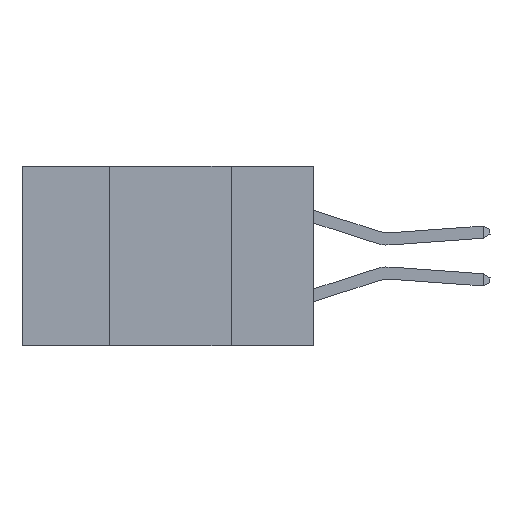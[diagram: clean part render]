
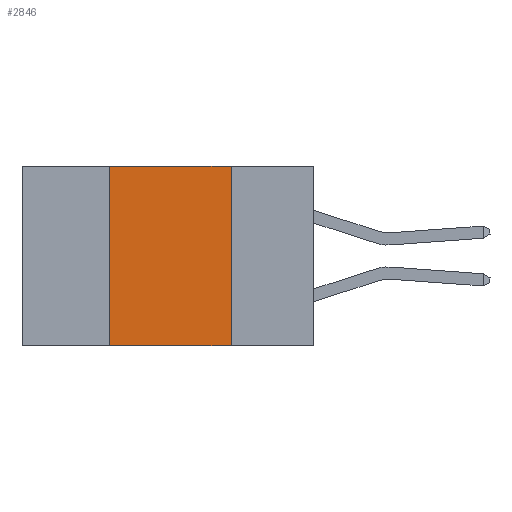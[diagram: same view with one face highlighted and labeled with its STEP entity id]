
A CAD part, left-side view. The second image highlights one B-rep face of the part: STEP entity #2846.
In plain terms, the highlighted planar face has unit normal (-1, 0, 0).
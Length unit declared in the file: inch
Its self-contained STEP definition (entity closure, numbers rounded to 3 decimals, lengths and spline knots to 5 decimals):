
#339 = DIRECTION ( 'NONE',  ( 0., 0., -1. ) ) ;
#2846 = ADVANCED_FACE ( 'NONE', ( #36069 ), #12245, .F. ) ;
#3104 = EDGE_LOOP ( 'NONE', ( #37994, #6053, #22750, #22032 ) ) ;
#3406 = VERTEX_POINT ( 'NONE', #10534 ) ;
#3828 = DIRECTION ( 'NONE',  ( 0., -1., 0. ) ) ;
#4073 = AXIS2_PLACEMENT_3D ( 'NONE', #15228, #18228, #339 ) ;
#4509 = VERTEX_POINT ( 'NONE', #12287 ) ;
#6053 = ORIENTED_EDGE ( 'NONE', *, *, #7783, .F. ) ;
#6584 = CARTESIAN_POINT ( 'NONE',  ( 0., 0.42, 0. ) ) ;
#7783 = EDGE_CURVE ( 'NONE', #4509, #3406, #37541, .T. ) ;
#9796 = VECTOR ( 'NONE', #15417, 39.37008 ) ;
#10530 = CARTESIAN_POINT ( 'NONE',  ( 0., 0.17, 0. ) ) ;
#10534 = CARTESIAN_POINT ( 'NONE',  ( 0., 0.17, 0. ) ) ;
#10675 = VERTEX_POINT ( 'NONE', #19553 ) ;
#12245 = PLANE ( 'NONE',  #4073 ) ;
#12287 = CARTESIAN_POINT ( 'NONE',  ( 0., 0.42, 0. ) ) ;
#12697 = LINE ( 'NONE', #26365, #22468 ) ;
#13454 = VECTOR ( 'NONE', #28322, 39.37008 ) ;
#15019 = VECTOR ( 'NONE', #3828, 39.37008 ) ;
#15228 = CARTESIAN_POINT ( 'NONE',  ( 0., 0.6, 0. ) ) ;
#15417 = DIRECTION ( 'NONE',  ( 0., 0., 1. ) ) ;
#18228 = DIRECTION ( 'NONE',  ( 1., 0., 0. ) ) ;
#18626 = LINE ( 'NONE', #6584, #9796 ) ;
#19553 = CARTESIAN_POINT ( 'NONE',  ( 0., 0.17, -0.37 ) ) ;
#22032 = ORIENTED_EDGE ( 'NONE', *, *, #37793, .T. ) ;
#22126 = EDGE_CURVE ( 'NONE', #3406, #10675, #29238, .T. ) ;
#22468 = VECTOR ( 'NONE', #29342, 39.37008 ) ;
#22750 = ORIENTED_EDGE ( 'NONE', *, *, #30060, .F. ) ;
#26365 = CARTESIAN_POINT ( 'NONE',  ( 0., 0.6, -0.37 ) ) ;
#27609 = CARTESIAN_POINT ( 'NONE',  ( 0., 0.6, 0. ) ) ;
#27893 = CARTESIAN_POINT ( 'NONE',  ( 0., 0.42, -0.37 ) ) ;
#28322 = DIRECTION ( 'NONE',  ( 0., 0., -1. ) ) ;
#29238 = LINE ( 'NONE', #10530, #13454 ) ;
#29342 = DIRECTION ( 'NONE',  ( 0., -1., 0. ) ) ;
#30060 = EDGE_CURVE ( 'NONE', #38133, #4509, #18626, .T. ) ;
#36069 = FACE_OUTER_BOUND ( 'NONE', #3104, .T. ) ;
#37541 = LINE ( 'NONE', #27609, #15019 ) ;
#37793 = EDGE_CURVE ( 'NONE', #38133, #10675, #12697, .T. ) ;
#37994 = ORIENTED_EDGE ( 'NONE', *, *, #22126, .F. ) ;
#38133 = VERTEX_POINT ( 'NONE', #27893 ) ;
